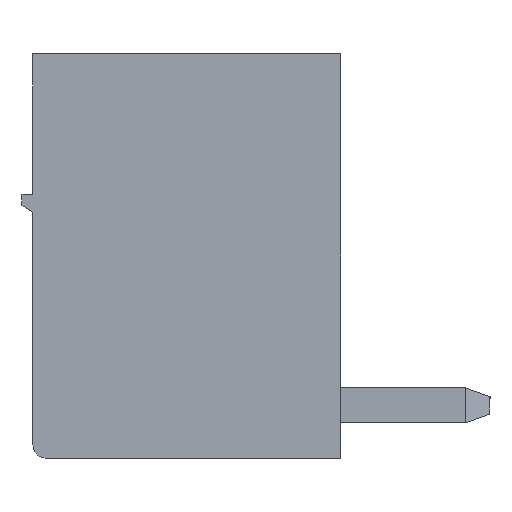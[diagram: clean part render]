
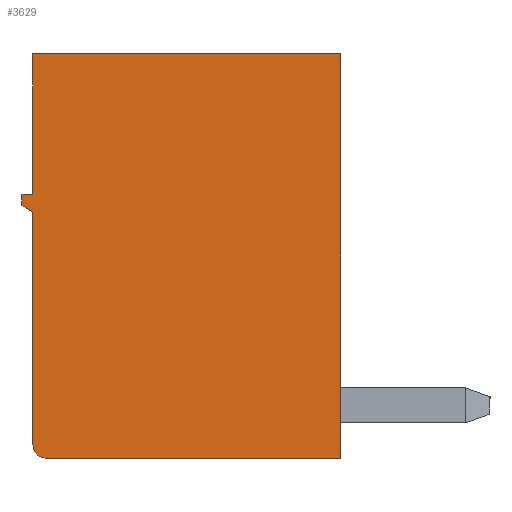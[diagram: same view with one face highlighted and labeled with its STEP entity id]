
A CAD part, left-side view. The second image highlights one B-rep face of the part: STEP entity #3629.
In plain terms, the highlighted planar face has unit normal (-1, 0, 0).
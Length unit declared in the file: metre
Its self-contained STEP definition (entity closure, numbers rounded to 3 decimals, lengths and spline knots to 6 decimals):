
#3629=ADVANCED_FACE('',(#7356),#7357,.T.);
#7356=FACE_OUTER_BOUND('',#11078,.T.);
#7357=PLANE('',#11079);
#11078=EDGE_LOOP('',(#22125,#22126,#22127,#22128,#22129,#22130,#22131,#22132,#22133));
#11079=AXIS2_PLACEMENT_3D('',#22134,#22135,#22136);
#22125=ORIENTED_EDGE('',*,*,#22350,.T.);
#22126=ORIENTED_EDGE('',*,*,#22346,.T.);
#22127=ORIENTED_EDGE('',*,*,#22342,.T.);
#22128=ORIENTED_EDGE('',*,*,#22338,.F.);
#22129=ORIENTED_EDGE('',*,*,#22354,.T.);
#22130=ORIENTED_EDGE('',*,*,#22358,.T.);
#22131=ORIENTED_EDGE('',*,*,#22399,.T.);
#22132=ORIENTED_EDGE('',*,*,#22633,.F.);
#22133=ORIENTED_EDGE('',*,*,#22684,.T.);
#22134=CARTESIAN_POINT('',(-1.087027,0.00436,0.000933));
#22135=DIRECTION('',(-1.0,0.0,0.0));
#22136=DIRECTION('',(0.0,0.0,1.0));
#22338=EDGE_CURVE('',#26766,#26762,#26768,.T.);
#22342=EDGE_CURVE('',#26771,#26762,#26774,.T.);
#22346=EDGE_CURVE('',#26777,#26771,#26780,.T.);
#22350=EDGE_CURVE('',#26783,#26777,#26786,.T.);
#22354=EDGE_CURVE('',#26766,#26790,#26792,.T.);
#22358=EDGE_CURVE('',#26790,#26796,#26798,.T.);
#22399=EDGE_CURVE('',#26796,#26875,#26877,.T.);
#22633=EDGE_CURVE('',#27311,#26875,#27313,.T.);
#22684=EDGE_CURVE('',#27311,#26783,#27396,.T.);
#26762=VERTEX_POINT('',#33245);
#26766=VERTEX_POINT('',#33251);
#26768=LINE('',#33254,#33255);
#26771=VERTEX_POINT('',#33258);
#26774=LINE('',#33263,#33264);
#26777=VERTEX_POINT('',#33267);
#26780=LINE('',#33272,#33273);
#26783=VERTEX_POINT('',#33276);
#26786=LINE('',#33281,#33282);
#26790=VERTEX_POINT('',#33287);
#26792=LINE('',#33290,#33291);
#26796=VERTEX_POINT('',#33295);
#26798=CIRCLE('',#33298,0.0003);
#26875=VERTEX_POINT('',#33413);
#26877=LINE('',#33416,#33417);
#27311=VERTEX_POINT('',#34068);
#27313=LINE('',#34071,#34072);
#27396=LINE('',#34193,#34194);
#33245=CARTESIAN_POINT('',(-1.087027,0.01111,-0.002517));
#33251=CARTESIAN_POINT('',(-1.087027,0.01086,-0.002667));
#33254=CARTESIAN_POINT('',(-1.087027,0.010852,-0.002672));
#33255=VECTOR('',#42407,1.0);
#33258=CARTESIAN_POINT('',(-1.087027,0.01111,-0.002267));
#33263=CARTESIAN_POINT('',(-1.087027,0.01111,-0.002267));
#33264=VECTOR('',#42410,1.0);
#33267=CARTESIAN_POINT('',(-1.087027,0.01086,-0.002267));
#33272=CARTESIAN_POINT('',(-1.087027,0.01061,-0.002267));
#33273=VECTOR('',#42413,1.0);
#33276=CARTESIAN_POINT('',(-1.087027,0.01086,0.000933));
#33281=CARTESIAN_POINT('',(-1.087027,0.01086,0.000933));
#33282=VECTOR('',#42416,1.0);
#33287=CARTESIAN_POINT('',(-1.087027,0.01086,-0.007967));
#33290=CARTESIAN_POINT('',(-1.087027,0.01086,0.000933));
#33291=VECTOR('',#42419,1.0);
#33295=CARTESIAN_POINT('',(-1.087027,0.01056,-0.008267));
#33298=AXIS2_PLACEMENT_3D('',#42424,#42425,#42426);
#33413=CARTESIAN_POINT('',(-1.087027,0.00386,-0.008267));
#33416=CARTESIAN_POINT('',(-1.087027,0.00436,-0.008267));
#33417=VECTOR('',#42466,1.0);
#34068=CARTESIAN_POINT('',(-1.087027,0.00386,0.000933));
#34071=CARTESIAN_POINT('',(-1.087027,0.00386,0.000933));
#34072=VECTOR('',#42727,1.0);
#34193=CARTESIAN_POINT('',(-1.087027,0.00436,0.000933));
#34194=VECTOR('',#42790,1.0);
#42407=DIRECTION('',(0.0,0.857,0.514));
#42410=DIRECTION('',(-0.0,-0.0,-1.0));
#42413=DIRECTION('',(0.0,1.0,-0.0));
#42416=DIRECTION('',(-0.0,-0.0,-1.0));
#42419=DIRECTION('',(-0.0,-0.0,-1.0));
#42424=CARTESIAN_POINT('',(-1.087027,0.01056,-0.007967));
#42425=DIRECTION('',(-1.0,0.0,0.0));
#42426=DIRECTION('',(0.0,0.0,1.0));
#42466=DIRECTION('',(-0.0,-1.0,0.0));
#42727=DIRECTION('',(0.0,0.,-1.0));
#42790=DIRECTION('',(0.0,1.0,-0.0));
